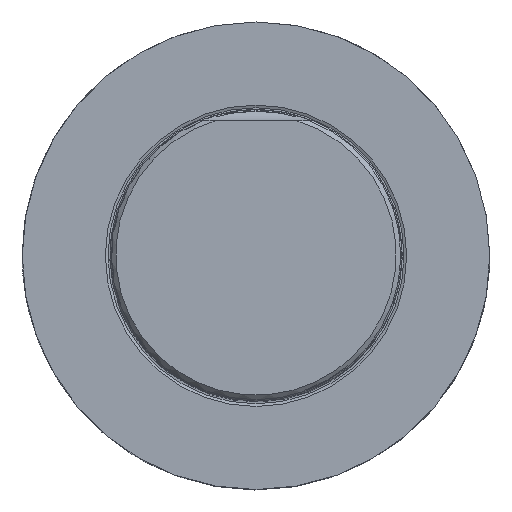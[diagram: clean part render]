
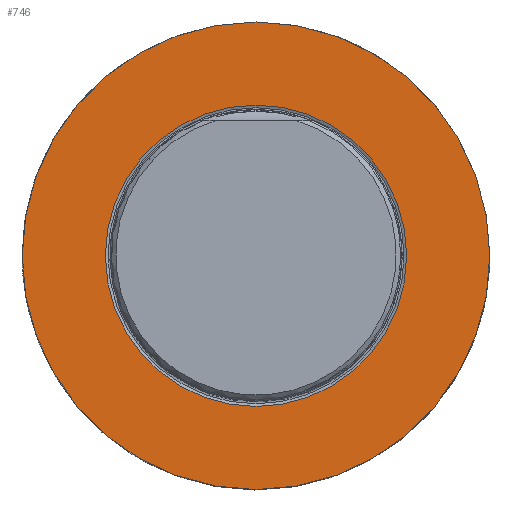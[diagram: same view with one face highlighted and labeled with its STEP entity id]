
A CAD part, top view. The second image highlights one B-rep face of the part: STEP entity #746.
In plain terms, the highlighted face is planar.
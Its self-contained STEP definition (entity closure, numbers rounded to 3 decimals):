
#217=FACE_BOUND('',#1748,.T.);
#218=FACE_BOUND('',#1749,.T.);
#746=ADVANCED_FACE('TB_IB_SU_5',(#217,#218),#1160,.T.);
#1160=PLANE('',#7477);
#1748=EDGE_LOOP('',(#3639));
#1749=EDGE_LOOP('',(#3640));
#3639=ORIENTED_EDGE('',*,*,#6312,.F.);
#3640=ORIENTED_EDGE('',*,*,#6303,.T.);
#5611=VERTEX_POINT('',#14444);
#5618=VERTEX_POINT('',#14524);
#6303=EDGE_CURVE('',#5611,#5611,#7209,.T.);
#6312=EDGE_CURVE('',#5618,#5618,#7210,.T.);
#7209=CIRCLE('',#7472,40.);
#7210=CIRCLE('',#7476,25.775);
#7472=AXIS2_PLACEMENT_3D('',#14443,#8303,#8304);
#7476=AXIS2_PLACEMENT_3D('',#14523,#8311,#8312);
#7477=AXIS2_PLACEMENT_3D('',#14525,#8313,#8314);
#8303=DIRECTION('',(0.,1.,0.));
#8304=DIRECTION('',(0.,0.,1.));
#8311=DIRECTION('',(0.,1.,0.));
#8312=DIRECTION('',(0.,0.,1.));
#8313=DIRECTION('',(0.,1.,0.));
#8314=DIRECTION('',(0.,0.,1.));
#14443=CARTESIAN_POINT('',(0.,0.,0.));
#14444=CARTESIAN_POINT('',(0.,0.,40.));
#14523=CARTESIAN_POINT('',(0.,0.,0.));
#14524=CARTESIAN_POINT('',(0.,0.,25.775));
#14525=CARTESIAN_POINT('',(0.,0.,0.));
